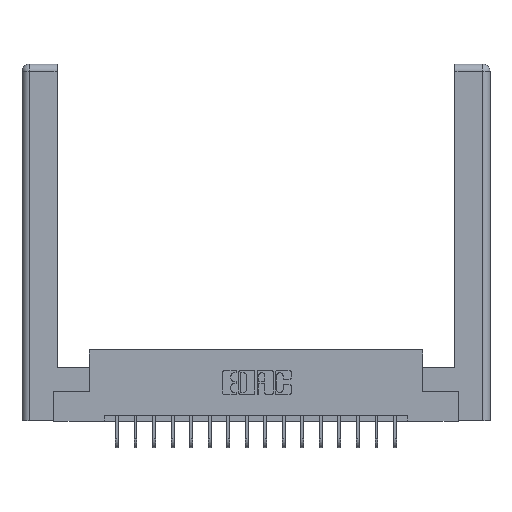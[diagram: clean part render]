
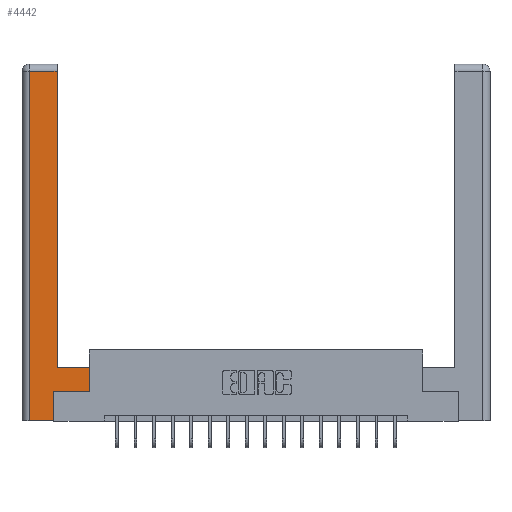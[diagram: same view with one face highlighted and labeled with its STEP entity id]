
A CAD part, top view. The second image highlights one B-rep face of the part: STEP entity #4442.
In plain terms, the highlighted planar face has unit normal (0, 0, 1).
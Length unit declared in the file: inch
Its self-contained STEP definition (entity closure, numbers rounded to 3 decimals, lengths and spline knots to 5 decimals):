
#1164 = CARTESIAN_POINT ( 'NONE',  ( 0.0615, 2.94, 0. ) ) ;
#1786 = EDGE_CURVE ( 'NONE', #13090, #12398, #10914, .T. ) ;
#1854 = DIRECTION ( 'NONE',  ( 0., 1., 0. ) ) ;
#1965 = VECTOR ( 'NONE', #13704, 39.37008 ) ;
#2853 = VERTEX_POINT ( 'NONE', #17621 ) ;
#3079 = VECTOR ( 'NONE', #19679, 39.37008 ) ;
#3297 = VERTEX_POINT ( 'NONE', #11138 ) ;
#3358 = LINE ( 'NONE', #18576, #15143 ) ;
#4442 = ADVANCED_FACE ( 'NONE', ( #13997 ), #16685, .F. ) ;
#4729 = LINE ( 'NONE', #4746, #8426 ) ;
#4746 = CARTESIAN_POINT ( 'NONE',  ( 0.0615, 0., 0. ) ) ;
#4902 = DIRECTION ( 'NONE',  ( 0., -1., 0. ) ) ;
#5531 = CARTESIAN_POINT ( 'NONE',  ( 0.295, 2.94, 0. ) ) ;
#5655 = EDGE_LOOP ( 'NONE', ( #12365, #7136, #10887, #6355, #16897, #20187, #18091, #7630 ) ) ;
#5675 = DIRECTION ( 'NONE',  ( 0., 0., -1. ) ) ;
#6170 = EDGE_CURVE ( 'NONE', #13591, #7813, #17630, .T. ) ;
#6355 = ORIENTED_EDGE ( 'NONE', *, *, #13960, .T. ) ;
#6650 = EDGE_CURVE ( 'NONE', #12384, #13591, #12977, .T. ) ;
#6717 = CARTESIAN_POINT ( 'NONE',  ( 0.295, 3., 0. ) ) ;
#7074 = CARTESIAN_POINT ( 'NONE',  ( 0., 0., 0. ) ) ;
#7136 = ORIENTED_EDGE ( 'NONE', *, *, #6170, .T. ) ;
#7630 = ORIENTED_EDGE ( 'NONE', *, *, #10435, .T. ) ;
#7813 = VERTEX_POINT ( 'NONE', #19620 ) ;
#8426 = VECTOR ( 'NONE', #4902, 39.37008 ) ;
#8900 = VERTEX_POINT ( 'NONE', #15347 ) ;
#9160 = EDGE_CURVE ( 'NONE', #3297, #8900, #9951, .T. ) ;
#9373 = CARTESIAN_POINT ( 'NONE',  ( 0.565, 0.245, 0. ) ) ;
#9915 = EDGE_CURVE ( 'NONE', #7813, #2853, #4729, .T. ) ;
#9951 = LINE ( 'NONE', #13355, #3079 ) ;
#9966 = DIRECTION ( 'NONE',  ( 0., 1., 0. ) ) ;
#10435 = EDGE_CURVE ( 'NONE', #8900, #12384, #14332, .T. ) ;
#10670 = DIRECTION ( 'NONE',  ( 1., 0., 0. ) ) ;
#10672 = VECTOR ( 'NONE', #9966, 39.37008 ) ;
#10887 = ORIENTED_EDGE ( 'NONE', *, *, #9915, .T. ) ;
#10914 = LINE ( 'NONE', #17563, #10672 ) ;
#11138 = CARTESIAN_POINT ( 'NONE',  ( 0.565, 0.245, 0. ) ) ;
#11962 = VECTOR ( 'NONE', #10670, 39.37008 ) ;
#12365 = ORIENTED_EDGE ( 'NONE', *, *, #6650, .T. ) ;
#12384 = VERTEX_POINT ( 'NONE', #17500 ) ;
#12398 = VERTEX_POINT ( 'NONE', #17441 ) ;
#12791 = DIRECTION ( 'NONE',  ( -1., 0., 0. ) ) ;
#12977 = LINE ( 'NONE', #6717, #15414 ) ;
#13090 = VERTEX_POINT ( 'NONE', #20205 ) ;
#13355 = CARTESIAN_POINT ( 'NONE',  ( 0.565, 0.45, 0. ) ) ;
#13591 = VERTEX_POINT ( 'NONE', #5531 ) ;
#13675 = DIRECTION ( 'NONE',  ( -1., 0., 0. ) ) ;
#13704 = DIRECTION ( 'NONE',  ( -1., 0., 0. ) ) ;
#13960 = EDGE_CURVE ( 'NONE', #2853, #13090, #3358, .T. ) ;
#13997 = FACE_OUTER_BOUND ( 'NONE', #5655, .T. ) ;
#14332 = LINE ( 'NONE', #17356, #16040 ) ;
#15113 = LINE ( 'NONE', #9373, #11962 ) ;
#15143 = VECTOR ( 'NONE', #19245, 39.37008 ) ;
#15347 = CARTESIAN_POINT ( 'NONE',  ( 0.565, 0.45, 0. ) ) ;
#15414 = VECTOR ( 'NONE', #1854, 39.37008 ) ;
#16040 = VECTOR ( 'NONE', #12791, 39.37008 ) ;
#16685 = PLANE ( 'NONE',  #16951 ) ;
#16897 = ORIENTED_EDGE ( 'NONE', *, *, #1786, .T. ) ;
#16951 = AXIS2_PLACEMENT_3D ( 'NONE', #7074, #5675, #13675 ) ;
#17356 = CARTESIAN_POINT ( 'NONE',  ( 0.295, 0.45, 0. ) ) ;
#17441 = CARTESIAN_POINT ( 'NONE',  ( 0.265, 0.245, 0. ) ) ;
#17500 = CARTESIAN_POINT ( 'NONE',  ( 0.295, 0.45, 0. ) ) ;
#17563 = CARTESIAN_POINT ( 'NONE',  ( 0.265, 0.245, 0. ) ) ;
#17621 = CARTESIAN_POINT ( 'NONE',  ( 0.0615, 0., 0. ) ) ;
#17630 = LINE ( 'NONE', #1164, #1965 ) ;
#18091 = ORIENTED_EDGE ( 'NONE', *, *, #9160, .T. ) ;
#18576 = CARTESIAN_POINT ( 'NONE',  ( 0.265, 0., 0. ) ) ;
#19171 = EDGE_CURVE ( 'NONE', #12398, #3297, #15113, .T. ) ;
#19245 = DIRECTION ( 'NONE',  ( 1., 0., 0. ) ) ;
#19620 = CARTESIAN_POINT ( 'NONE',  ( 0.0615, 2.94, 0. ) ) ;
#19679 = DIRECTION ( 'NONE',  ( 0., 1., 0. ) ) ;
#20187 = ORIENTED_EDGE ( 'NONE', *, *, #19171, .T. ) ;
#20205 = CARTESIAN_POINT ( 'NONE',  ( 0.265, 0., 0. ) ) ;
